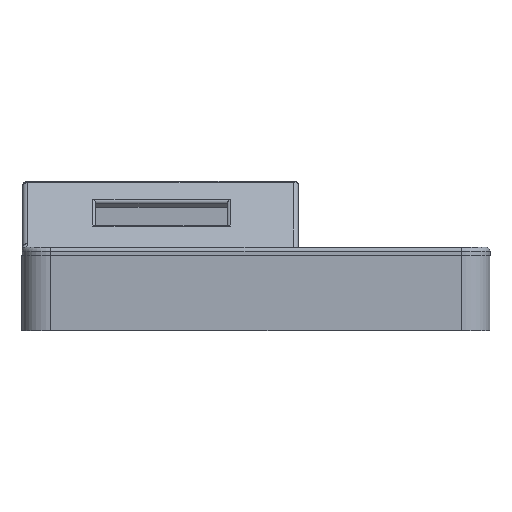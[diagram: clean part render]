
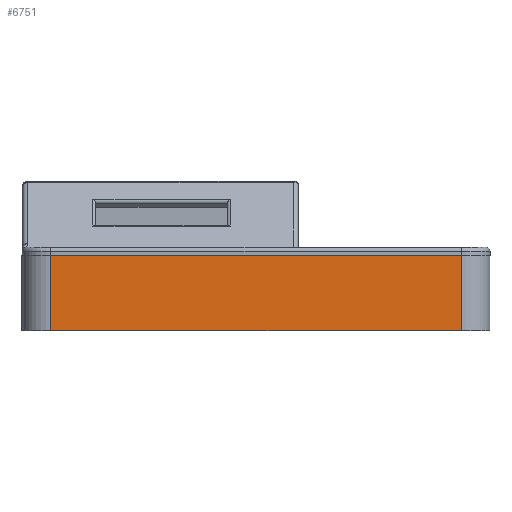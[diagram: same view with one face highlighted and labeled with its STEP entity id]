
A CAD part, front view. The second image highlights one B-rep face of the part: STEP entity #6751.
In plain terms, the highlighted planar face has unit normal (0, -1, 0).
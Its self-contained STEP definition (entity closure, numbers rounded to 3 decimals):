
#367=PLANE('',#7006);
#657=FACE_OUTER_BOUND('',#1048,.T.);
#1048=EDGE_LOOP('',(#5556,#5557,#5558,#5559));
#1531=LINE('',#12257,#2104);
#1548=LINE('',#12313,#2121);
#1549=LINE('',#12324,#2122);
#1550=LINE('',#12326,#2123);
#2104=VECTOR('',#7708,10.);
#2121=VECTOR('',#7757,10.);
#2122=VECTOR('',#7770,10.);
#2123=VECTOR('',#7773,10.);
#3069=VERTEX_POINT('',#12254);
#3070=VERTEX_POINT('',#12256);
#3092=VERTEX_POINT('',#12310);
#3093=VERTEX_POINT('',#12312);
#3931=EDGE_CURVE('',#3069,#3070,#1531,.T.);
#3957=EDGE_CURVE('',#3092,#3093,#1548,.T.);
#3963=EDGE_CURVE('',#3093,#3069,#1549,.T.);
#3964=EDGE_CURVE('',#3070,#3092,#1550,.T.);
#5556=ORIENTED_EDGE('',*,*,#3963,.F.);
#5557=ORIENTED_EDGE('',*,*,#3957,.F.);
#5558=ORIENTED_EDGE('',*,*,#3964,.F.);
#5559=ORIENTED_EDGE('',*,*,#3931,.F.);
#6751=ADVANCED_FACE('',(#657),#367,.T.);
#7006=AXIS2_PLACEMENT_3D('',#12325,#7771,#7772);
#7708=DIRECTION('',(-1.,0.,0.));
#7757=DIRECTION('',(1.,0.,0.));
#7770=DIRECTION('',(0.,0.,-1.));
#7771=DIRECTION('center_axis',(0.,-1.,0.));
#7772=DIRECTION('ref_axis',(1.,0.,0.));
#7773=DIRECTION('',(0.,0.,1.));
#12254=CARTESIAN_POINT('',(20.204,-65.931,0.));
#12256=CARTESIAN_POINT('',(-50.896,-65.931,0.));
#12257=CARTESIAN_POINT('',(25.204,-65.931,0.));
#12310=CARTESIAN_POINT('',(-50.896,-65.931,13.));
#12312=CARTESIAN_POINT('',(20.204,-65.931,13.));
#12313=CARTESIAN_POINT('',(25.204,-65.931,13.));
#12324=CARTESIAN_POINT('',(20.204,-65.931,0.));
#12325=CARTESIAN_POINT('Origin',(-55.896,-65.931,0.));
#12326=CARTESIAN_POINT('',(-50.896,-65.931,0.));
